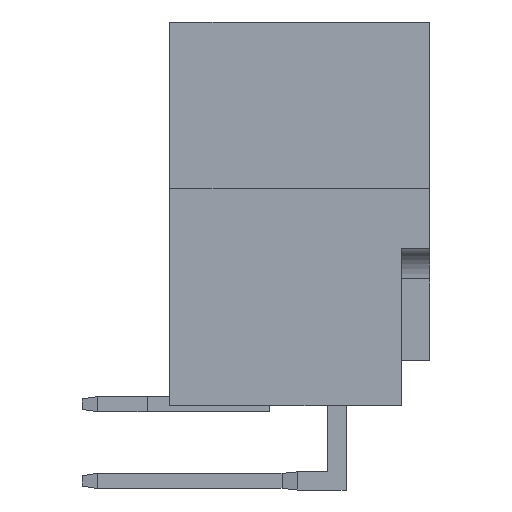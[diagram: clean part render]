
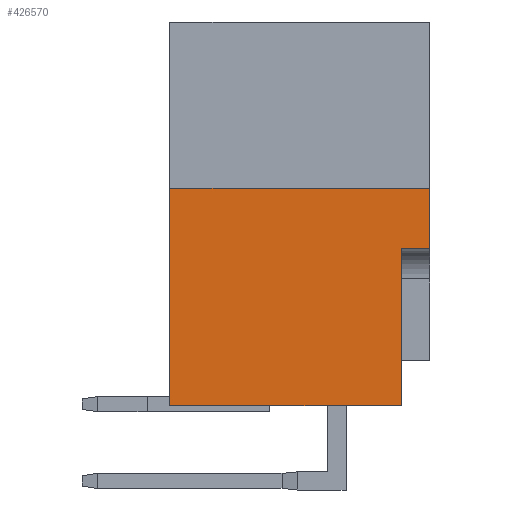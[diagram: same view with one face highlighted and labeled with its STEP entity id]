
A CAD part, front view. The second image highlights one B-rep face of the part: STEP entity #426570.
In plain terms, the highlighted planar face has unit normal (0, -1, 0).
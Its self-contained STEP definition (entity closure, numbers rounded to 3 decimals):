
#100=CARTESIAN_POINT('',(7.65,15.24,0.));
#110=VERTEX_POINT('',#100);
#280=CARTESIAN_POINT('',(0.,15.24,0.));
#290=VERTEX_POINT('',#280);
#320=CARTESIAN_POINT('',(0.,15.24,0.));
#330=DIRECTION('',(1.,0.,0.));
#340=VECTOR('',#330,1.);
#350=LINE('',#320,#340);
#360=EDGE_CURVE('',#290,#110,#350,.T.);
#101350=CARTESIAN_POINT('',(0.,15.24,7.2));
#101360=VERTEX_POINT('',#101350);
#101390=CARTESIAN_POINT('',(0.,15.24,0.));
#101400=DIRECTION('',(0.,0.,1.));
#101410=VECTOR('',#101400,1.);
#101420=LINE('',#101390,#101410);
#101430=EDGE_CURVE('',#290,#101360,#101420,.T.);
#237300=CARTESIAN_POINT('',(8.6,15.24,5.2));
#237310=VERTEX_POINT('',#237300);
#237340=CARTESIAN_POINT('',(8.6,15.24,0.));
#237350=DIRECTION('',(0.,0.,1.));
#237360=VECTOR('',#237350,1.);
#237370=LINE('',#237340,#237360);
#237380=CARTESIAN_POINT('',(8.6,15.24,7.2));
#237390=VERTEX_POINT('',#237380);
#237400=EDGE_CURVE('',#237310,#237390,#237370,.T.);
#426030=CARTESIAN_POINT('',(0.,15.24,7.2));
#426040=DIRECTION('',(1.,0.,0.));
#426050=VECTOR('',#426040,1.);
#426060=LINE('',#426030,#426050);
#426070=EDGE_CURVE('',#101360,#237390,#426060,.T.);
#426320=CARTESIAN_POINT('',(8.6,15.24,0.));
#426330=DIRECTION('',(-0.,-1.,-0.));
#426340=DIRECTION('',(-1.,0.,0.));
#426350=AXIS2_PLACEMENT_3D('',#426320,#426330,#426340);
#426360=PLANE('',#426350);
#426370=CARTESIAN_POINT('',(7.65,15.24,0.));
#426380=DIRECTION('',(0.,0.,1.));
#426390=VECTOR('',#426380,1.);
#426400=LINE('',#426370,#426390);
#426410=CARTESIAN_POINT('',(7.65,15.24,5.2));
#426420=VERTEX_POINT('',#426410);
#426430=EDGE_CURVE('',#110,#426420,#426400,.T.);
#426440=ORIENTED_EDGE('',*,*,#426430,.T.);
#426450=ORIENTED_EDGE('',*,*,#360,.T.);
#426460=ORIENTED_EDGE('',*,*,#101430,.F.);
#426470=ORIENTED_EDGE('',*,*,#426070,.F.);
#426480=ORIENTED_EDGE('',*,*,#237400,.T.);
#426490=CARTESIAN_POINT('',(0.,15.24,5.2));
#426500=DIRECTION('',(-1.,0.,0.));
#426510=VECTOR('',#426500,1.);
#426520=LINE('',#426490,#426510);
#426530=EDGE_CURVE('',#237310,#426420,#426520,.T.);
#426540=ORIENTED_EDGE('',*,*,#426530,.F.);
#426550=EDGE_LOOP('',(#426540,#426480,#426470,#426460,#426450,#426440));
#426560=FACE_OUTER_BOUND('',#426550,.T.);
#426570=ADVANCED_FACE('',(#426560),#426360,.T.);
